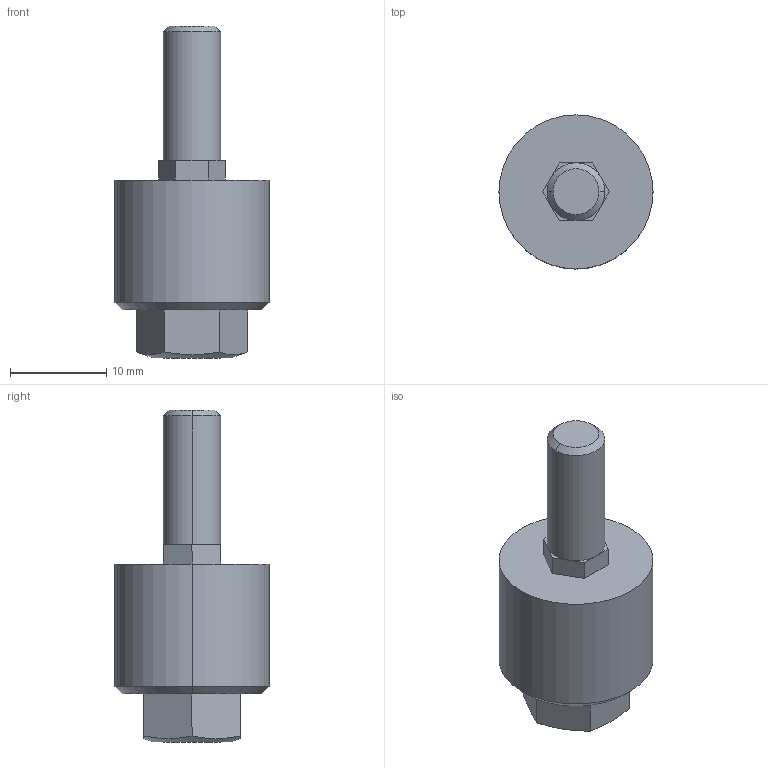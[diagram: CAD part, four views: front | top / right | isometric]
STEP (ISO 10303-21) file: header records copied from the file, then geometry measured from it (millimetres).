
FILE_DESCRIPTION (( 'STEP AP214' ), '1' );
FILE_NAME ('m__JA15-6-100 _12_.STEP_sldprt.stp.STEP', '2025-10-28T20:35:14', ( '' ), ( '' ), 'SwSTEP 2.0', 'SolidWorks 2023', '' );
FILE_SCHEMA (( 'AUTOMOTIVE_DESIGN' ));
Length unit declared in the file: centimetre
Products named in the file (1): m__JA15-6-100 _12_.STEP_sldprt.stp
Bounding box: 16 x 16 x 34.49 mm (x, y, z)
Volume: 3423.6 mm3; surface area: 1631.3 mm2
Topology: 1 solids, 1 shells, 38 faces, 86 edges, 51 vertices
Faces by surface type: plane 22, cone 10, cylinder 6
Entity records: 1141 total; most frequent: CARTESIAN_POINT 270, DIRECTION 182, ORIENTED_EDGE 168, EDGE_CURVE 84, AXIS2_PLACEMENT_3D 65, VECTOR 52, LINE 52, VERTEX_POINT 51
